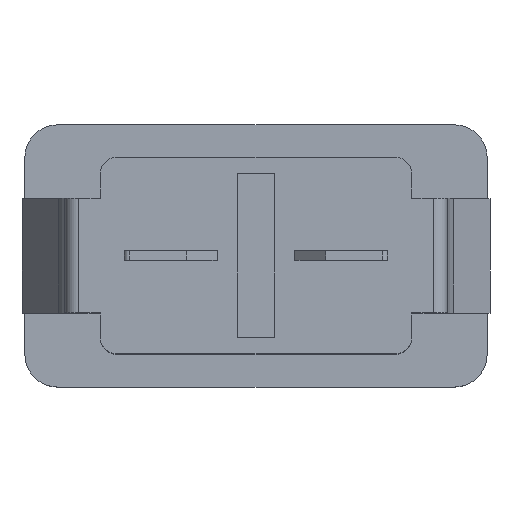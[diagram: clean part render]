
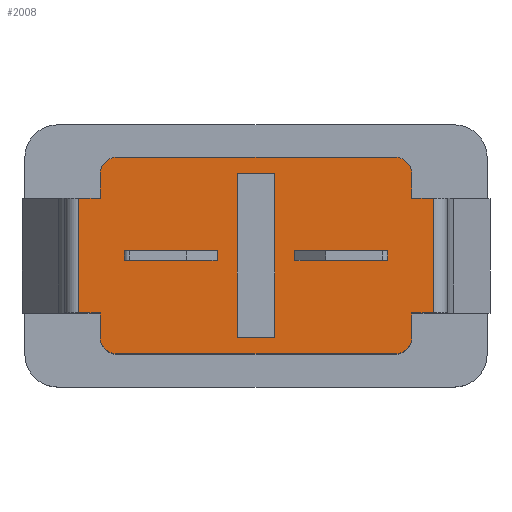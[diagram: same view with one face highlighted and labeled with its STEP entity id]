
A CAD part, top view. The second image highlights one B-rep face of the part: STEP entity #2008.
In plain terms, the highlighted planar face has unit normal (0, 0, 1).
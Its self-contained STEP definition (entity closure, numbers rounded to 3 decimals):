
#72=LINE('',#3059,#276);
#74=LINE('',#3062,#278);
#77=LINE('',#3070,#281);
#85=LINE('',#3090,#289);
#94=LINE('',#3108,#298);
#95=LINE('',#3111,#299);
#96=LINE('',#3115,#300);
#97=LINE('',#3117,#301);
#98=LINE('',#3119,#302);
#99=LINE('',#3121,#303);
#100=LINE('',#3123,#304);
#101=LINE('',#3127,#305);
#102=LINE('',#3131,#306);
#103=LINE('',#3133,#307);
#104=LINE('',#3135,#308);
#105=LINE('',#3136,#309);
#276=VECTOR('',#2477,1.5);
#278=VECTOR('',#2479,1.5);
#281=VECTOR('',#2486,1.322);
#289=VECTOR('',#2500,7.);
#298=VECTOR('',#2513,1.322);
#299=VECTOR('',#2516,17.);
#300=VECTOR('',#2519,1.5);
#301=VECTOR('',#2520,1.322);
#302=VECTOR('',#2521,7.);
#303=VECTOR('',#2522,1.322);
#304=VECTOR('',#2523,1.5);
#305=VECTOR('',#2526,17.);
#306=VECTOR('',#2529,2.3);
#307=VECTOR('',#2530,10.);
#308=VECTOR('',#2531,2.3);
#309=VECTOR('',#2532,10.);
#474=FACE_BOUND('',#620,.T.);
#506=FACE_OUTER_BOUND('',#619,.T.);
#619=EDGE_LOOP('',(#1417,#1418,#1419,#1420,#1421,#1422,#1423,#1424,#1425,
#1426,#1427,#1428,#1429,#1430,#1431,#1432));
#620=EDGE_LOOP('',(#1433,#1434,#1435,#1436));
#749=CIRCLE('',#2170,1.);
#754=CIRCLE('',#2180,1.);
#755=CIRCLE('',#2181,1.);
#756=CIRCLE('',#2182,1.);
#854=VERTEX_POINT('',#3049);
#855=VERTEX_POINT('',#3051);
#857=VERTEX_POINT('',#3056);
#858=VERTEX_POINT('',#3058);
#859=VERTEX_POINT('',#3061);
#862=VERTEX_POINT('',#3068);
#870=VERTEX_POINT('',#3087);
#879=VERTEX_POINT('',#3110);
#880=VERTEX_POINT('',#3112);
#881=VERTEX_POINT('',#3114);
#882=VERTEX_POINT('',#3116);
#883=VERTEX_POINT('',#3118);
#884=VERTEX_POINT('',#3120);
#885=VERTEX_POINT('',#3122);
#886=VERTEX_POINT('',#3124);
#887=VERTEX_POINT('',#3126);
#888=VERTEX_POINT('',#3129);
#889=VERTEX_POINT('',#3130);
#890=VERTEX_POINT('',#3132);
#891=VERTEX_POINT('',#3134);
#1059=EDGE_CURVE('',#855,#854,#749,.T.);
#1062=EDGE_CURVE('',#858,#857,#72,.T.);
#1064=EDGE_CURVE('',#859,#855,#74,.T.);
#1068=EDGE_CURVE('',#857,#862,#77,.T.);
#1078=EDGE_CURVE('',#870,#862,#85,.T.);
#1088=EDGE_CURVE('',#870,#859,#94,.T.);
#1089=EDGE_CURVE('',#854,#879,#95,.T.);
#1090=EDGE_CURVE('',#879,#880,#754,.T.);
#1091=EDGE_CURVE('',#880,#881,#96,.T.);
#1092=EDGE_CURVE('',#881,#882,#97,.T.);
#1093=EDGE_CURVE('',#883,#882,#98,.T.);
#1094=EDGE_CURVE('',#883,#884,#99,.T.);
#1095=EDGE_CURVE('',#884,#885,#100,.T.);
#1096=EDGE_CURVE('',#885,#886,#755,.T.);
#1097=EDGE_CURVE('',#886,#887,#101,.T.);
#1098=EDGE_CURVE('',#887,#858,#756,.T.);
#1099=EDGE_CURVE('',#888,#889,#102,.T.);
#1100=EDGE_CURVE('',#889,#890,#103,.T.);
#1101=EDGE_CURVE('',#890,#891,#104,.T.);
#1102=EDGE_CURVE('',#891,#888,#105,.T.);
#1417=ORIENTED_EDGE('',*,*,#1059,.T.);
#1418=ORIENTED_EDGE('',*,*,#1089,.T.);
#1419=ORIENTED_EDGE('',*,*,#1090,.T.);
#1420=ORIENTED_EDGE('',*,*,#1091,.T.);
#1421=ORIENTED_EDGE('',*,*,#1092,.T.);
#1422=ORIENTED_EDGE('',*,*,#1093,.F.);
#1423=ORIENTED_EDGE('',*,*,#1094,.T.);
#1424=ORIENTED_EDGE('',*,*,#1095,.T.);
#1425=ORIENTED_EDGE('',*,*,#1096,.T.);
#1426=ORIENTED_EDGE('',*,*,#1097,.T.);
#1427=ORIENTED_EDGE('',*,*,#1098,.T.);
#1428=ORIENTED_EDGE('',*,*,#1062,.T.);
#1429=ORIENTED_EDGE('',*,*,#1068,.T.);
#1430=ORIENTED_EDGE('',*,*,#1078,.F.);
#1431=ORIENTED_EDGE('',*,*,#1088,.T.);
#1432=ORIENTED_EDGE('',*,*,#1064,.T.);
#1433=ORIENTED_EDGE('',*,*,#1099,.T.);
#1434=ORIENTED_EDGE('',*,*,#1100,.T.);
#1435=ORIENTED_EDGE('',*,*,#1101,.T.);
#1436=ORIENTED_EDGE('',*,*,#1102,.T.);
#1818=PLANE('',#2179);
#2008=ADVANCED_FACE('',(#506,#474),#1818,.F.);
#2170=AXIS2_PLACEMENT_3D('',#3052,#2471,#2472);
#2179=AXIS2_PLACEMENT_3D('',#3109,#2514,#2515);
#2180=AXIS2_PLACEMENT_3D('',#3113,#2517,#2518);
#2181=AXIS2_PLACEMENT_3D('',#3125,#2524,#2525);
#2182=AXIS2_PLACEMENT_3D('',#3128,#2527,#2528);
#2471=DIRECTION('center_axis',(0.,0.,1.));
#2472=DIRECTION('ref_axis',(-1.,0.,0.));
#2477=DIRECTION('',(0.,-1.,0.));
#2479=DIRECTION('',(0.,-1.,0.));
#2486=DIRECTION('',(-1.,0.,0.));
#2500=DIRECTION('',(0.,1.,0.));
#2513=DIRECTION('',(1.,0.,0.));
#2514=DIRECTION('center_axis',(0.,0.,-1.));
#2515=DIRECTION('ref_axis',(-1.,0.,0.));
#2516=DIRECTION('',(1.,0.,0.));
#2517=DIRECTION('center_axis',(0.,0.,1.));
#2518=DIRECTION('ref_axis',(0.,-1.,0.));
#2519=DIRECTION('',(0.,1.,0.));
#2520=DIRECTION('',(1.,0.,0.));
#2521=DIRECTION('',(0.,-1.,0.));
#2522=DIRECTION('',(-1.,0.,0.));
#2523=DIRECTION('',(0.,1.,0.));
#2524=DIRECTION('center_axis',(0.,0.,1.));
#2525=DIRECTION('ref_axis',(1.,0.,0.));
#2526=DIRECTION('',(-1.,0.,0.));
#2527=DIRECTION('center_axis',(0.,0.,1.));
#2528=DIRECTION('ref_axis',(0.,1.,0.));
#2529=DIRECTION('',(-1.,0.,0.));
#2530=DIRECTION('',(0.,1.,0.));
#2531=DIRECTION('',(1.,0.,0.));
#2532=DIRECTION('',(0.,-1.,0.));
#3049=CARTESIAN_POINT('',(-8.5,-6.,12.5));
#3051=CARTESIAN_POINT('',(-9.5,-5.,12.5));
#3052=CARTESIAN_POINT('Origin',(-8.5,-5.,12.5));
#3056=CARTESIAN_POINT('',(-9.5,3.5,12.5));
#3058=CARTESIAN_POINT('',(-9.5,5.,12.5));
#3059=CARTESIAN_POINT('',(-9.5,5.,12.5));
#3061=CARTESIAN_POINT('',(-9.5,-3.5,12.5));
#3062=CARTESIAN_POINT('',(-9.5,-3.5,12.5));
#3068=CARTESIAN_POINT('',(-10.822,3.5,12.5));
#3070=CARTESIAN_POINT('',(-9.5,3.5,12.5));
#3087=CARTESIAN_POINT('',(-10.822,-3.5,12.5));
#3090=CARTESIAN_POINT('',(-10.822,-3.5,12.5));
#3108=CARTESIAN_POINT('',(-10.822,-3.5,12.5));
#3109=CARTESIAN_POINT('Origin',(-8.5,-5.,12.5));
#3110=CARTESIAN_POINT('',(8.5,-6.,12.5));
#3111=CARTESIAN_POINT('',(-8.5,-6.,12.5));
#3112=CARTESIAN_POINT('',(9.5,-5.,12.5));
#3113=CARTESIAN_POINT('Origin',(8.5,-5.,12.5));
#3114=CARTESIAN_POINT('',(9.5,-3.5,12.5));
#3115=CARTESIAN_POINT('',(9.5,-5.,12.5));
#3116=CARTESIAN_POINT('',(10.822,-3.5,12.5));
#3117=CARTESIAN_POINT('',(9.5,-3.5,12.5));
#3118=CARTESIAN_POINT('',(10.822,3.5,12.5));
#3119=CARTESIAN_POINT('',(10.822,3.5,12.5));
#3120=CARTESIAN_POINT('',(9.5,3.5,12.5));
#3121=CARTESIAN_POINT('',(10.822,3.5,12.5));
#3122=CARTESIAN_POINT('',(9.5,5.,12.5));
#3123=CARTESIAN_POINT('',(9.5,3.5,12.5));
#3124=CARTESIAN_POINT('',(8.5,6.,12.5));
#3125=CARTESIAN_POINT('Origin',(8.5,5.,12.5));
#3126=CARTESIAN_POINT('',(-8.5,6.,12.5));
#3127=CARTESIAN_POINT('',(8.5,6.,12.5));
#3128=CARTESIAN_POINT('Origin',(-8.5,5.,12.5));
#3129=CARTESIAN_POINT('',(1.15,-5.,12.5));
#3130=CARTESIAN_POINT('',(-1.15,-5.,12.5));
#3131=CARTESIAN_POINT('',(1.15,-5.,12.5));
#3132=CARTESIAN_POINT('',(-1.15,5.,12.5));
#3133=CARTESIAN_POINT('',(-1.15,-5.,12.5));
#3134=CARTESIAN_POINT('',(1.15,5.,12.5));
#3135=CARTESIAN_POINT('',(-1.15,5.,12.5));
#3136=CARTESIAN_POINT('',(1.15,5.,12.5));
